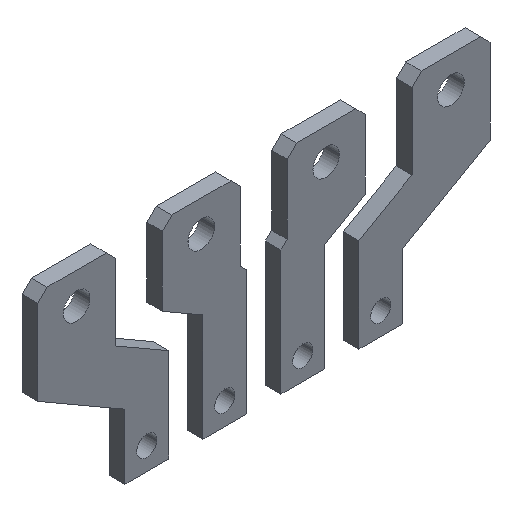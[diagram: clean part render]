
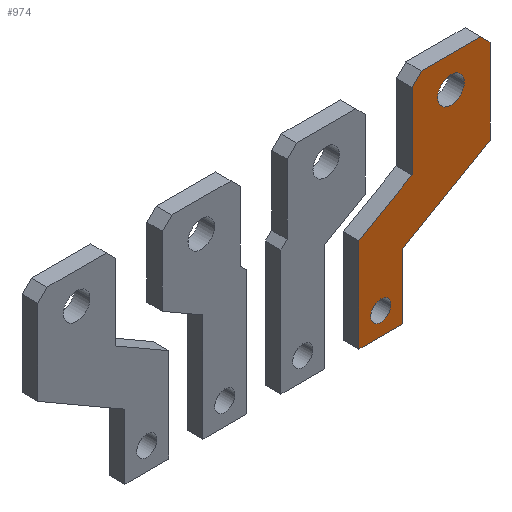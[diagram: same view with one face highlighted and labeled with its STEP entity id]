
A CAD part, isometric view. The second image highlights one B-rep face of the part: STEP entity #974.
In plain terms, the highlighted planar face has unit normal (0, -1, 0).
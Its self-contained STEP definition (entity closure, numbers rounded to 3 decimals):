
#485=AXIS2_PLACEMENT_3D('Plane Axis2P3D',#482,#483,#484) ;
#826=AXIS2_PLACEMENT_3D('Circle Axis2P3D',#824,#825,$) ;
#861=AXIS2_PLACEMENT_3D('Circle Axis2P3D',#859,#860,$) ;
#883=AXIS2_PLACEMENT_3D('Circle Axis2P3D',#881,#882,$) ;
#918=AXIS2_PLACEMENT_3D('Circle Axis2P3D',#916,#917,$) ;
#482=CARTESIAN_POINT('Axis2P3D Location',(0.,24.5,0.)) ;
#530=CARTESIAN_POINT('Vertex',(63.,24.5,143.)) ;
#544=CARTESIAN_POINT('Vertex',(60.,24.5,140.)) ;
#547=CARTESIAN_POINT('Line Origine',(61.5,24.5,141.5)) ;
#575=CARTESIAN_POINT('Vertex',(60.,24.5,115.687)) ;
#578=CARTESIAN_POINT('Line Origine',(60.,24.5,127.843)) ;
#606=CARTESIAN_POINT('Vertex',(43.,24.5,105.872)) ;
#609=CARTESIAN_POINT('Line Origine',(51.5,24.5,110.779)) ;
#637=CARTESIAN_POINT('Vertex',(43.,24.5,75.8)) ;
#640=CARTESIAN_POINT('Line Origine',(43.,24.5,90.836)) ;
#663=CARTESIAN_POINT('Vertex',(57.,24.5,75.8)) ;
#666=CARTESIAN_POINT('Line Origine',(50.,24.5,75.8)) ;
#694=CARTESIAN_POINT('Vertex',(57.,24.5,96.634)) ;
#697=CARTESIAN_POINT('Line Origine',(57.,24.5,86.217)) ;
#725=CARTESIAN_POINT('Vertex',(85.,24.5,112.8)) ;
#728=CARTESIAN_POINT('Line Origine',(71.,24.5,104.717)) ;
#756=CARTESIAN_POINT('Vertex',(85.,24.5,140.)) ;
#759=CARTESIAN_POINT('Line Origine',(85.,24.5,126.4)) ;
#787=CARTESIAN_POINT('Vertex',(82.,24.5,143.)) ;
#790=CARTESIAN_POINT('Line Origine',(83.5,24.5,141.5)) ;
#807=CARTESIAN_POINT('Line Origine',(72.5,24.5,143.)) ;
#824=CARTESIAN_POINT('Axis2P3D Location',(72.5,24.5,133.)) ;
#828=CARTESIAN_POINT('Vertex',(68.25,24.5,133.)) ;
#830=CARTESIAN_POINT('Vertex',(76.75,24.5,133.)) ;
#859=CARTESIAN_POINT('Axis2P3D Location',(72.5,24.5,133.)) ;
#881=CARTESIAN_POINT('Axis2P3D Location',(50.,24.5,83.)) ;
#885=CARTESIAN_POINT('Vertex',(46.75,24.5,83.)) ;
#887=CARTESIAN_POINT('Vertex',(53.25,24.5,83.)) ;
#916=CARTESIAN_POINT('Axis2P3D Location',(50.,24.5,83.)) ;
#483=DIRECTION('Axis2P3D Direction',(0.,-1.,0.)) ;
#484=DIRECTION('Axis2P3D XDirection',(1.,0.,0.)) ;
#548=DIRECTION('Vector Direction',(0.707,0.,0.707)) ;
#579=DIRECTION('Vector Direction',(0.,0.,1.)) ;
#610=DIRECTION('Vector Direction',(0.866,0.,0.5)) ;
#641=DIRECTION('Vector Direction',(0.,0.,1.)) ;
#667=DIRECTION('Vector Direction',(-1.,0.,0.)) ;
#698=DIRECTION('Vector Direction',(0.,0.,-1.)) ;
#729=DIRECTION('Vector Direction',(-0.866,0.,-0.5)) ;
#760=DIRECTION('Vector Direction',(0.,0.,-1.)) ;
#791=DIRECTION('Vector Direction',(0.707,0.,-0.707)) ;
#808=DIRECTION('Vector Direction',(1.,0.,0.)) ;
#825=DIRECTION('Axis2P3D Direction',(0.,-1.,0.)) ;
#860=DIRECTION('Axis2P3D Direction',(0.,-1.,0.)) ;
#882=DIRECTION('Axis2P3D Direction',(0.,-1.,0.)) ;
#917=DIRECTION('Axis2P3D Direction',(0.,-1.,0.)) ;
#549=VECTOR('Line Direction',#548,1.) ;
#580=VECTOR('Line Direction',#579,1.) ;
#611=VECTOR('Line Direction',#610,1.) ;
#642=VECTOR('Line Direction',#641,1.) ;
#668=VECTOR('Line Direction',#667,1.) ;
#699=VECTOR('Line Direction',#698,1.) ;
#730=VECTOR('Line Direction',#729,1.) ;
#761=VECTOR('Line Direction',#760,1.) ;
#792=VECTOR('Line Direction',#791,1.) ;
#809=VECTOR('Line Direction',#808,1.) ;
#955=ORIENTED_EDGE('',*,*,#551,.T.) ;
#956=ORIENTED_EDGE('',*,*,#582,.T.) ;
#957=ORIENTED_EDGE('',*,*,#613,.T.) ;
#958=ORIENTED_EDGE('',*,*,#644,.T.) ;
#959=ORIENTED_EDGE('',*,*,#670,.T.) ;
#960=ORIENTED_EDGE('',*,*,#701,.T.) ;
#961=ORIENTED_EDGE('',*,*,#732,.T.) ;
#962=ORIENTED_EDGE('',*,*,#763,.T.) ;
#963=ORIENTED_EDGE('',*,*,#794,.T.) ;
#964=ORIENTED_EDGE('',*,*,#811,.T.) ;
#967=ORIENTED_EDGE('',*,*,#832,.F.) ;
#968=ORIENTED_EDGE('',*,*,#863,.F.) ;
#971=ORIENTED_EDGE('',*,*,#889,.F.) ;
#972=ORIENTED_EDGE('',*,*,#920,.F.) ;
#969=FACE_BOUND('',#966,.T.) ;
#973=FACE_BOUND('',#970,.T.) ;
#974=ADVANCED_FACE('Terminali anteriori divaricati ES superiori',(#965,#969,#973),#486,.T.) ;
#827=CIRCLE('generated circle',#826,4.25) ;
#862=CIRCLE('generated circle',#861,4.25) ;
#884=CIRCLE('generated circle',#883,3.25) ;
#919=CIRCLE('generated circle',#918,3.25) ;
#551=EDGE_CURVE('',#531,#545,#550,.F.) ;
#582=EDGE_CURVE('',#545,#576,#581,.F.) ;
#613=EDGE_CURVE('',#576,#607,#612,.F.) ;
#644=EDGE_CURVE('',#607,#638,#643,.F.) ;
#670=EDGE_CURVE('',#638,#664,#669,.F.) ;
#701=EDGE_CURVE('',#664,#695,#700,.F.) ;
#732=EDGE_CURVE('',#695,#726,#731,.F.) ;
#763=EDGE_CURVE('',#726,#757,#762,.F.) ;
#794=EDGE_CURVE('',#757,#788,#793,.F.) ;
#811=EDGE_CURVE('',#788,#531,#810,.F.) ;
#832=EDGE_CURVE('',#829,#831,#827,.T.) ;
#863=EDGE_CURVE('',#831,#829,#862,.T.) ;
#889=EDGE_CURVE('',#886,#888,#884,.T.) ;
#920=EDGE_CURVE('',#888,#886,#919,.T.) ;
#954=EDGE_LOOP('',(#955,#956,#957,#958,#959,#960,#961,#962,#963,#964)) ;
#966=EDGE_LOOP('',(#967,#968)) ;
#970=EDGE_LOOP('',(#971,#972)) ;
#965=FACE_OUTER_BOUND('',#954,.T.) ;
#550=LINE('Line',#547,#549) ;
#581=LINE('Line',#578,#580) ;
#612=LINE('Line',#609,#611) ;
#643=LINE('Line',#640,#642) ;
#669=LINE('Line',#666,#668) ;
#700=LINE('Line',#697,#699) ;
#731=LINE('Line',#728,#730) ;
#762=LINE('Line',#759,#761) ;
#793=LINE('Line',#790,#792) ;
#810=LINE('Line',#807,#809) ;
#486=PLANE('',#485) ;
#531=VERTEX_POINT('',#530) ;
#545=VERTEX_POINT('',#544) ;
#576=VERTEX_POINT('',#575) ;
#607=VERTEX_POINT('',#606) ;
#638=VERTEX_POINT('',#637) ;
#664=VERTEX_POINT('',#663) ;
#695=VERTEX_POINT('',#694) ;
#726=VERTEX_POINT('',#725) ;
#757=VERTEX_POINT('',#756) ;
#788=VERTEX_POINT('',#787) ;
#829=VERTEX_POINT('',#828) ;
#831=VERTEX_POINT('',#830) ;
#886=VERTEX_POINT('',#885) ;
#888=VERTEX_POINT('',#887) ;
